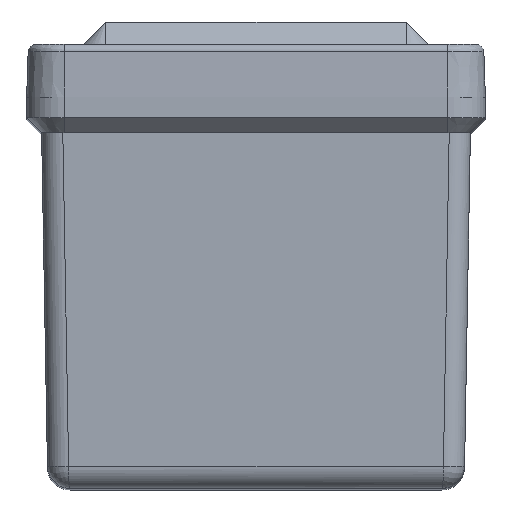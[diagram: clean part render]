
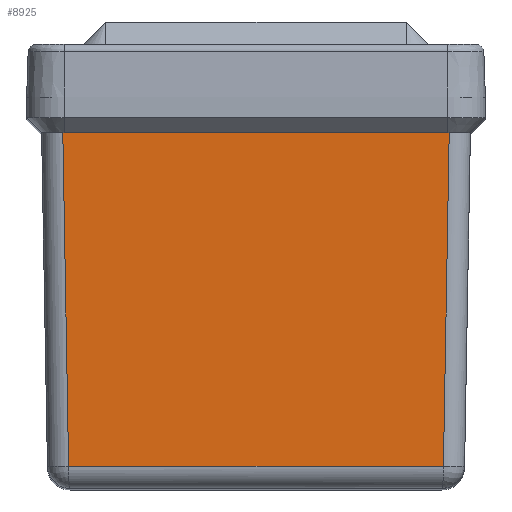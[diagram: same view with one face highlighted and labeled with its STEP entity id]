
A CAD part, top view. The second image highlights one B-rep face of the part: STEP entity #8925.
In plain terms, the highlighted planar face has unit normal (0, -0.018, 1).
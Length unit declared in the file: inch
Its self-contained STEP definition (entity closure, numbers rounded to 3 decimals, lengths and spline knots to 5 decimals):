
#75 = VECTOR ( 'NONE', #10417, 39.37008 ) ;
#319 = EDGE_CURVE ( 'NONE', #17221, #6595, #6722, .T. ) ;
#846 = CARTESIAN_POINT ( 'NONE',  ( -1.59375, 2.9525, 4.3125 ) ) ;
#1313 = EDGE_CURVE ( 'NONE', #20119, #10634, #17158, .T. ) ;
#2031 = ORIENTED_EDGE ( 'NONE', *, *, #1313, .T. ) ;
#2689 = ORIENTED_EDGE ( 'NONE', *, *, #18716, .F. ) ;
#2782 = EDGE_CURVE ( 'NONE', #9601, #6595, #4198, .T. ) ;
#3115 = VECTOR ( 'NONE', #11631, 39.37008 ) ;
#3273 = LINE ( 'NONE', #6563, #75 ) ;
#3439 = CARTESIAN_POINT ( 'NONE',  ( 1.59375, 2.9525, 4.3125 ) ) ;
#4141 = ORIENTED_EDGE ( 'NONE', *, *, #319, .T. ) ;
#4198 = LINE ( 'NONE', #6362, #19518 ) ;
#5059 = CARTESIAN_POINT ( 'NONE',  ( 0., 2.9525, 4.3125 ) ) ;
#6299 = CARTESIAN_POINT ( 'NONE',  ( -1.60538, 2.9525, 4.3125 ) ) ;
#6362 = CARTESIAN_POINT ( 'NONE',  ( 0., 2.9525, 4.3125 ) ) ;
#6563 = CARTESIAN_POINT ( 'NONE',  ( 1.59375, 2.9525, 4.3125 ) ) ;
#6595 = VERTEX_POINT ( 'NONE', #13334 ) ;
#6668 = ORIENTED_EDGE ( 'NONE', *, *, #13329, .F. ) ;
#6722 = LINE ( 'NONE', #8639, #20689 ) ;
#7256 = FACE_OUTER_BOUND ( 'NONE', #14248, .T. ) ;
#8075 = EDGE_CURVE ( 'NONE', #9601, #19497, #3273, .T. ) ;
#8336 = DIRECTION ( 'NONE',  ( 0., -1., -0.017 ) ) ;
#8639 = CARTESIAN_POINT ( 'NONE',  ( 1.55706, 0.18423, 4.26418 ) ) ;
#8925 = ADVANCED_FACE ( 'NONE', ( #7256 ), #10256, .T. ) ;
#9132 = ORIENTED_EDGE ( 'NONE', *, *, #2782, .F. ) ;
#9285 = CARTESIAN_POINT ( 'NONE',  ( 1.59375, 2.9525, 4.3125 ) ) ;
#9601 = VERTEX_POINT ( 'NONE', #9285 ) ;
#9641 = DIRECTION ( 'NONE',  ( 1., 0., 0. ) ) ;
#9645 = AXIS2_PLACEMENT_3D ( 'NONE', #3439, #21937, #8336 ) ;
#9813 = CARTESIAN_POINT ( 'NONE',  ( 1.55706, 0.18423, 4.26418 ) ) ;
#10256 = PLANE ( 'NONE',  #9645 ) ;
#10417 = DIRECTION ( 'NONE',  ( -1., 0., 0. ) ) ;
#10634 = VERTEX_POINT ( 'NONE', #12584 ) ;
#10988 = CARTESIAN_POINT ( 'NONE',  ( -1.60538, 2.9525, 4.3125 ) ) ;
#11174 = LINE ( 'NONE', #20386, #11430 ) ;
#11220 = LINE ( 'NONE', #5059, #21729 ) ;
#11430 = VECTOR ( 'NONE', #11708, 39.37008 ) ;
#11631 = DIRECTION ( 'NONE',  ( 0.017, -1., -0.017 ) ) ;
#11655 = DIRECTION ( 'NONE',  ( 1., 0., 0. ) ) ;
#11708 = DIRECTION ( 'NONE',  ( -1., 0., 0. ) ) ;
#12584 = CARTESIAN_POINT ( 'NONE',  ( -1.55706, 0.18423, 4.26418 ) ) ;
#13329 = EDGE_CURVE ( 'NONE', #17221, #10634, #11174, .T. ) ;
#13334 = CARTESIAN_POINT ( 'NONE',  ( 1.60538, 2.9525, 4.3125 ) ) ;
#14248 = EDGE_LOOP ( 'NONE', ( #2689, #2031, #6668, #4141, #9132, #19418 ) ) ;
#15274 = DIRECTION ( 'NONE',  ( 0.017, 1., 0.017 ) ) ;
#17158 = LINE ( 'NONE', #6299, #3115 ) ;
#17221 = VERTEX_POINT ( 'NONE', #9813 ) ;
#18716 = EDGE_CURVE ( 'NONE', #20119, #19497, #11220, .T. ) ;
#19418 = ORIENTED_EDGE ( 'NONE', *, *, #8075, .T. ) ;
#19497 = VERTEX_POINT ( 'NONE', #846 ) ;
#19518 = VECTOR ( 'NONE', #9641, 39.37008 ) ;
#20119 = VERTEX_POINT ( 'NONE', #10988 ) ;
#20386 = CARTESIAN_POINT ( 'NONE',  ( 0.79688, 0.18423, 4.26418 ) ) ;
#20689 = VECTOR ( 'NONE', #15274, 39.37008 ) ;
#21729 = VECTOR ( 'NONE', #11655, 39.37008 ) ;
#21937 = DIRECTION ( 'NONE',  ( 0., -0.017, 1. ) ) ;
